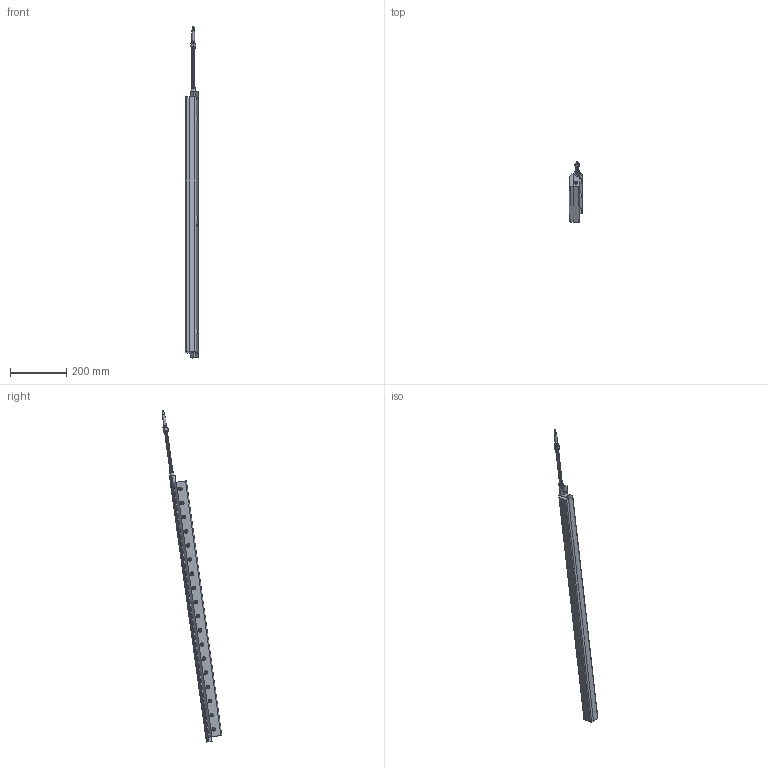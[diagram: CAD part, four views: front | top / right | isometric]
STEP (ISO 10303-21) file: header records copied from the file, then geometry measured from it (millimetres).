
FILE_DESCRIPTION(/* description */ (''),/* implementation_level */ '2;1');
FILE_NAME(/* name */ '112036-DIM.stp',/* time_stamp */ '2017-03-29T13:28:47-04:00',/* author */ ('ryan longshore'),/* organization */ (''),/* preprocessor_version */ 'ST-DEVELOPER v16.5',/* originating_system */ 'Autodesk Inventor 2017',/* authorisation */ '');
FILE_SCHEMA (('AUTOMOTIVE_DESIGN { 1 0 10303 214 3 1 1 }'));
Length unit declared in the file: inch
Products named in the file (26): 112036-DIM; 110036; 9654; ANSI B18.3 - 1/4 - 20 x 3/4; 110548; 110549; 2583; 7525; 8036-DIM; 901832; 901574; 901437; 901592; 901565; 901515; 901587; 901724-DIM; 901806-DIM; 901622; 901576-DIM; 901576 without spring-DIM; 901577; 901625; 901770; Unbrako - 10 x 1/4; Unbrako - 1/4 x 1/2
Assembly tree (85 placements, depth 4):
  112036-DIM
    110036
      9654  x18
        ANSI B18.3 - 1/4 - 20 x 3/4
      110548
      110549
      2583  x2
    7525  x3
    8036-DIM
      901832
      901574
      901437
      901592
      901565
      901515
      901587
      901724-DIM
      901576-DIM  x36
        901576 without spring-DIM
        901577
      901806-DIM
      901622
      901625  x2
      901770
    Unbrako - 10 x 1/4  x3
    Unbrako - 1/4 x 1/2  x3
Bounding box: 46.9 x 212.13 x 1181.37 mm (x, y, z)
Volume: 1439305.1 mm3; surface area: 440354.6 mm2
Topology: 111 solids, 111 shells, 1614 faces, 3520 edges, 2246 vertices
Faces by surface type: plane 852, cylinder 533, cone 171, torus 34, bspline 24
Full cylindrical faces by diameter (mm): 0.508 x1, 0.635 x72, 1.984 x2, 2.54 x1, 2.667 x36, 2.845 x1, 3.454 x1, 3.485 x1, 3.937 x36, 4.089 x3, 4.826 x3, 4.978 x1, 5.055 x1, 5.159 x21, 5.715 x73, 6.35 x22, 6.604 x1, 6.731 x1, 6.747 x3, 7.144 x21, 8.128 x2, 8.89 x1, 9.144 x1, 9.169 x3, 9.423 x1, 9.525 x3, 10.414 x2, 11.1 x21, 11.112 x1, 11.176 x4
Entity records: 26785 total; most frequent: CARTESIAN_POINT 17830, DIRECTION 1852, ORIENTED_EDGE 1298, AXIS2_PLACEMENT_3D 795, EDGE_LOOP 683, EDGE_CURVE 649, VERTEX_POINT 516, FACE_OUTER_BOUND 369
